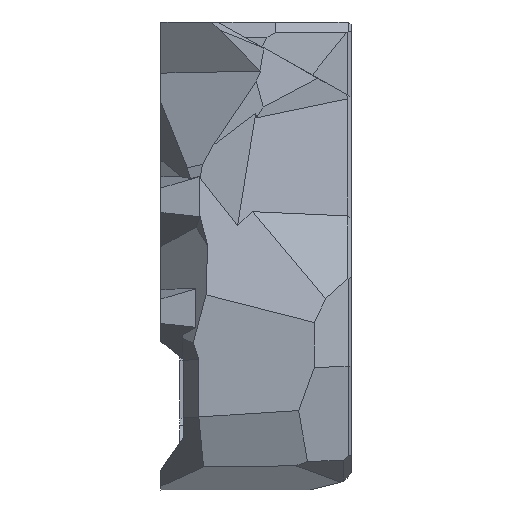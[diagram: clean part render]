
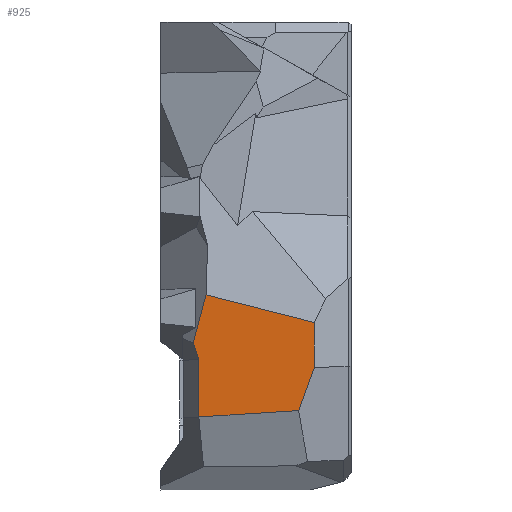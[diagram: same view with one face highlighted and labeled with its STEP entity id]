
A CAD part, left-side view. The second image highlights one B-rep face of the part: STEP entity #925.
In plain terms, the highlighted planar face has unit normal (-0.998, 0.07, 0).
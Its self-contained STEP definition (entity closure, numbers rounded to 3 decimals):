
#342=FACE_OUTER_BOUND('',#1952,.T.);
#925=ADVANCED_FACE('',(#342),#1525,.T.);
#1525=PLANE('',#11994);
#1952=EDGE_LOOP('',(#4362,#4363,#4364,#4365,#4366,#4367,#4368));
#2642=LINE('',#14857,#3399);
#2643=LINE('',#14859,#3400);
#2644=LINE('',#14862,#3401);
#2645=LINE('',#14863,#3402);
#2646=LINE('',#14865,#3403);
#2647=LINE('',#14867,#3404);
#2648=LINE('',#14869,#3405);
#3399=VECTOR('',#12666,1.);
#3400=VECTOR('',#12669,1.);
#3401=VECTOR('',#12670,1.);
#3402=VECTOR('',#12671,1.);
#3403=VECTOR('',#12672,1.);
#3404=VECTOR('',#12673,1.);
#3405=VECTOR('',#12674,1.);
#4362=ORIENTED_EDGE('',*,*,#9305,.F.);
#4363=ORIENTED_EDGE('',*,*,#9306,.T.);
#4364=ORIENTED_EDGE('',*,*,#9304,.F.);
#4365=ORIENTED_EDGE('',*,*,#9307,.F.);
#4366=ORIENTED_EDGE('',*,*,#9308,.F.);
#4367=ORIENTED_EDGE('',*,*,#9309,.F.);
#4368=ORIENTED_EDGE('',*,*,#9310,.F.);
#8041=VERTEX_POINT('',#14840);
#8049=VERTEX_POINT('',#14856);
#8050=VERTEX_POINT('',#14860);
#8051=VERTEX_POINT('',#14861);
#8052=VERTEX_POINT('',#14864);
#8053=VERTEX_POINT('',#14866);
#8054=VERTEX_POINT('',#14868);
#9304=EDGE_CURVE('',#8049,#8041,#2642,.T.);
#9305=EDGE_CURVE('',#8050,#8051,#2643,.T.);
#9306=EDGE_CURVE('',#8050,#8041,#2644,.T.);
#9307=EDGE_CURVE('',#8052,#8049,#2645,.T.);
#9308=EDGE_CURVE('',#8053,#8052,#2646,.T.);
#9309=EDGE_CURVE('',#8054,#8053,#2647,.T.);
#9310=EDGE_CURVE('',#8051,#8054,#2648,.T.);
#11994=AXIS2_PLACEMENT_3D('',#14870,#12675,#12676);
#12666=DIRECTION('',(-0.068,-0.967,-0.246));
#12669=DIRECTION('',(0.024,0.343,-0.939));
#12670=DIRECTION('',(0.,0.,1.));
#12671=DIRECTION('',(-0.018,-0.256,0.966));
#12672=DIRECTION('',(0.022,0.312,0.95));
#12673=DIRECTION('',(0.,0.,1.));
#12674=DIRECTION('',(0.07,0.996,-0.064));
#12675=DIRECTION('',(-0.998,0.07,0.));
#12676=DIRECTION('',(-0.07,-0.998,0.));
#14840=CARTESIAN_POINT('',(-34.973,-22.114,18.192));
#14856=CARTESIAN_POINT('',(-33.883,-6.505,22.171));
#14857=CARTESIAN_POINT('',(-34.655,-17.556,19.354));
#14859=CARTESIAN_POINT('',(-34.373,-13.525,-11.806));
#14860=CARTESIAN_POINT('',(-34.973,-22.114,11.731));
#14861=CARTESIAN_POINT('',(-34.814,-19.845,5.513));
#14862=CARTESIAN_POINT('',(-34.973,-22.114,5.136));
#14863=CARTESIAN_POINT('',(-33.623,-2.779,8.11));
#14864=CARTESIAN_POINT('',(-33.755,-4.672,15.255));
#14865=CARTESIAN_POINT('',(-34.027,-8.577,3.363));
#14866=CARTESIAN_POINT('',(-33.809,-5.448,12.891));
#14867=CARTESIAN_POINT('',(-33.809,-5.448,4.591));
#14868=CARTESIAN_POINT('',(-33.809,-5.448,4.591));
#14869=CARTESIAN_POINT('',(-34.403,-13.949,5.136));
#14870=CARTESIAN_POINT('',(-34.403,-13.949,5.136));
